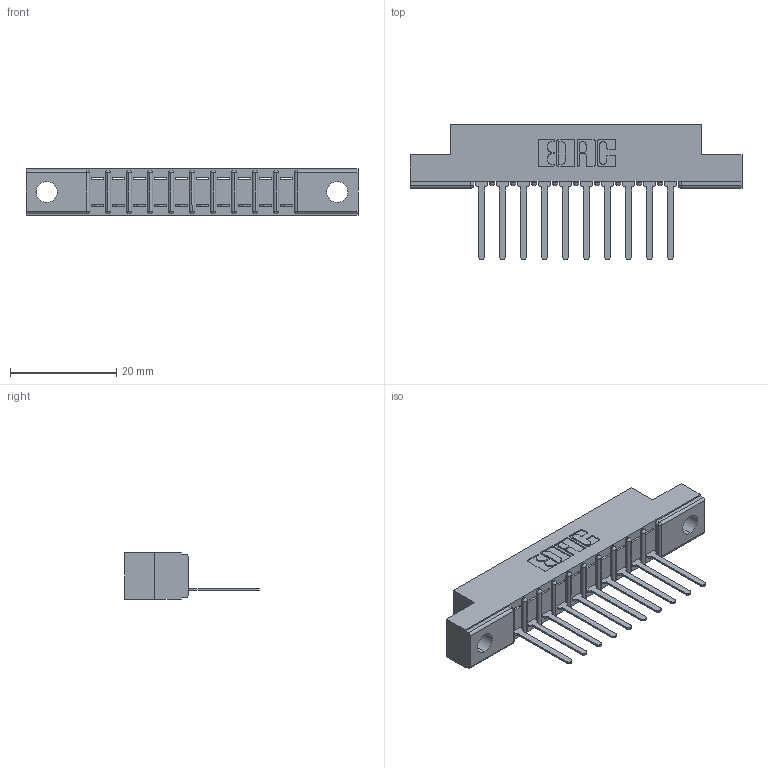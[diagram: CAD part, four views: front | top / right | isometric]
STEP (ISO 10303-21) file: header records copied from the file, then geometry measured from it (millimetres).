
FILE_DESCRIPTION (( 'STEP AP203' ), '1' );
FILE_NAME ('307-010-547-104.STEP', '2019-09-03T15:09:03', ( '' ), ( '' ), 'SwSTEP 2.0', 'SolidWorks 2016', '' );
FILE_SCHEMA (( 'CONFIG_CONTROL_DESIGN' ));
Length unit declared in the file: inch
Products named in the file (3): 307-290-001_547; 307-010-547-104; 307 Part_.156 Dia Mounting Holes
Assembly tree (11 placements, depth 2):
  307-010-547-104
    307 Part_.156 Dia Mounting Holes
    307-290-001_547  x10
Bounding box: 62.64 x 25.43 x 8.71 mm (x, y, z)
Volume: 3901.7 mm3; surface area: 5605.1 mm2
Topology: 11 solids, 11 shells, 703 faces, 1979 edges, 1274 vertices
Faces by surface type: plane 454, cylinder 227, sphere 22
Entity records: 12904 total; most frequent: CARTESIAN_POINT 2166, ORIENTED_EDGE 2150, DIRECTION 2117, EDGE_CURVE 1075, LINE 819, VECTOR 819, VERTEX_POINT 698, AXIS2_PLACEMENT_3D 649
